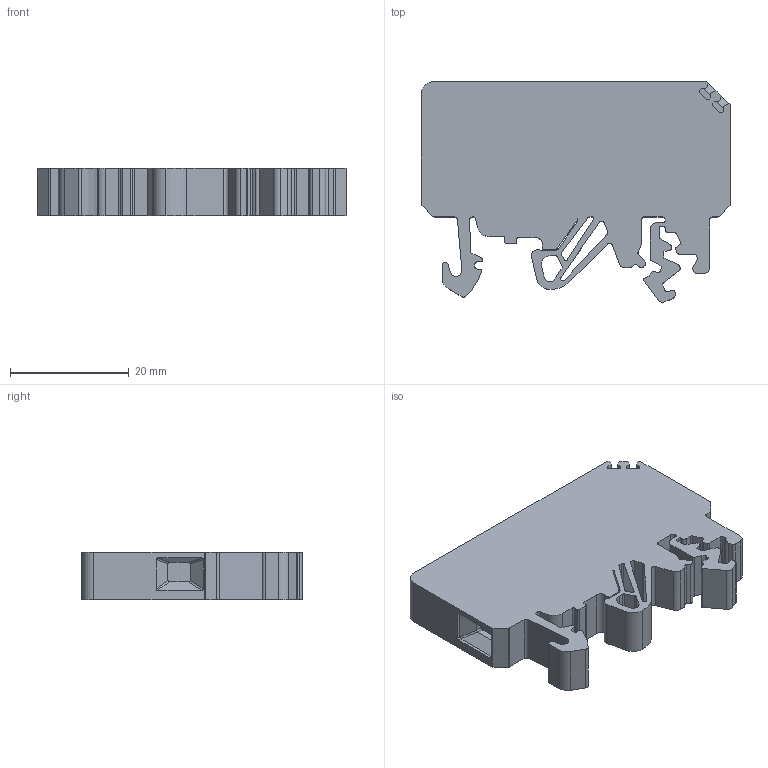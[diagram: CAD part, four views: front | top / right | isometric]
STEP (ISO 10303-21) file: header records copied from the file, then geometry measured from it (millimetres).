
FILE_DESCRIPTION(/* description */ (''),/* implementation_level */ '2;1');
FILE_NAME(/* name */ '2190_STK1_iso.stp',/* time_stamp */ '2011-07-27T09:02:45+02:00',/* author */ (''),/* organization */ (''),/* preprocessor_version */ 'ST-DEVELOPER v11',/* originating_system */ 'SIEMENS UGS NX 6.0',/* authorisation */ '');
FILE_SCHEMA (('CONFIG_CONTROL_DESIGN'));
Length unit declared in the file: millimetre
Products named in the file (1): 2190_STK1_iso
Bounding box: 52 x 37.1 x 8 mm (x, y, z)
Volume: 11355.2 mm3; surface area: 5805.4 mm2
Topology: 1 solids, 1 shells, 251 faces, 738 edges, 493 vertices
Faces by surface type: plane 140, cylinder 111
Full cylindrical faces by diameter (mm): 4.1 x2
Entity records: 8652 total; most frequent: CARTESIAN_POINT 1693, ORIENTED_EDGE 1468, DIRECTION 1444, EDGE_CURVE 734, LINE 496, VECTOR 496, VERTEX_POINT 491, AXIS2_PLACEMENT_3D 474
